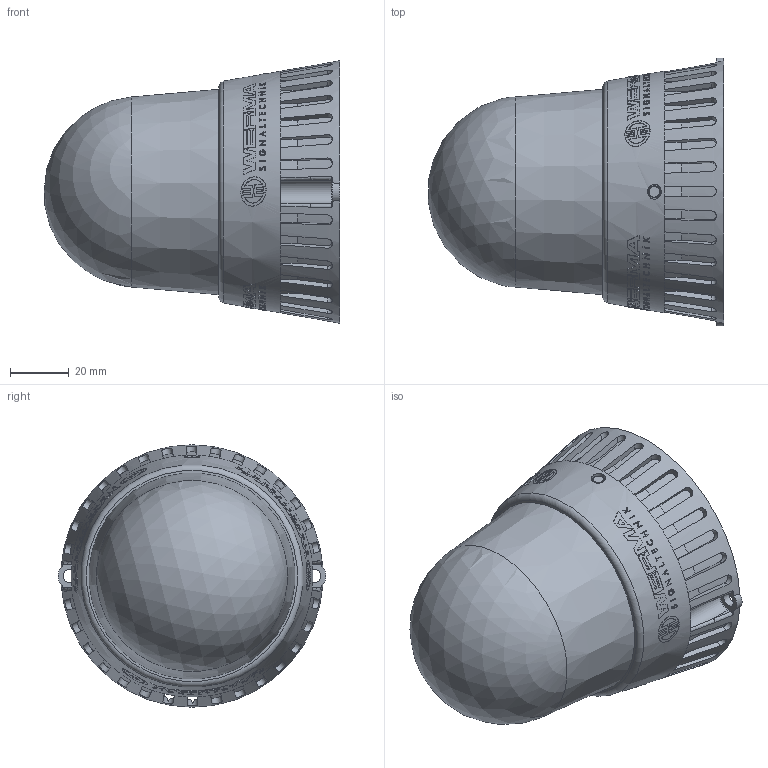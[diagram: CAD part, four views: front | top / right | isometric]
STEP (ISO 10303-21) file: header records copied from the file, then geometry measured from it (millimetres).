
FILE_DESCRIPTION(/* description */ ('Customer part'),/* implementation_level */ '2;1');
FILE_NAME(/* name */ '800000005838_PRT_000.step',/* time_stamp */ '2018-07-16T15:36:12+02:00',/* author */ ('IMPORT'),/* organization */ ('WERMA Signaltechnik GmbH+Co.KG'),/* preprocessor_version */ 'ST-DEVELOPER v17',/* originating_system */ 'Autodesk Inventor 2018',/* authorisation */ 'public');
FILE_SCHEMA (('AUTOMOTIVE_DESIGN { 1 0 10303 214 3 1 1 }'));
Length unit declared in the file: millimetre
Products named in the file (1): 800000005838
Bounding box: 100.29 x 90.97 x 89.1 mm (x, y, z)
Volume: 298965.3 mm3; surface area: 39887.5 mm2
Topology: 1 solids, 5 shells, 1256 faces, 3515 edges, 2324 vertices
Faces by surface type: plane 915, cylinder 198, cone 94, bspline 39, torus 9, sphere 1
Full cylindrical faces by diameter (mm): 4 x1, 4.5 x2, 12 x1
Entity records: 47702 total; most frequent: CARTESIAN_POINT 16322, ORIENTED_EDGE 7032, DIRECTION 6159, EDGE_CURVE 3516, AXIS2_PLACEMENT_3D 2355, VERTEX_POINT 2325, LINE 1449, VECTOR 1449
